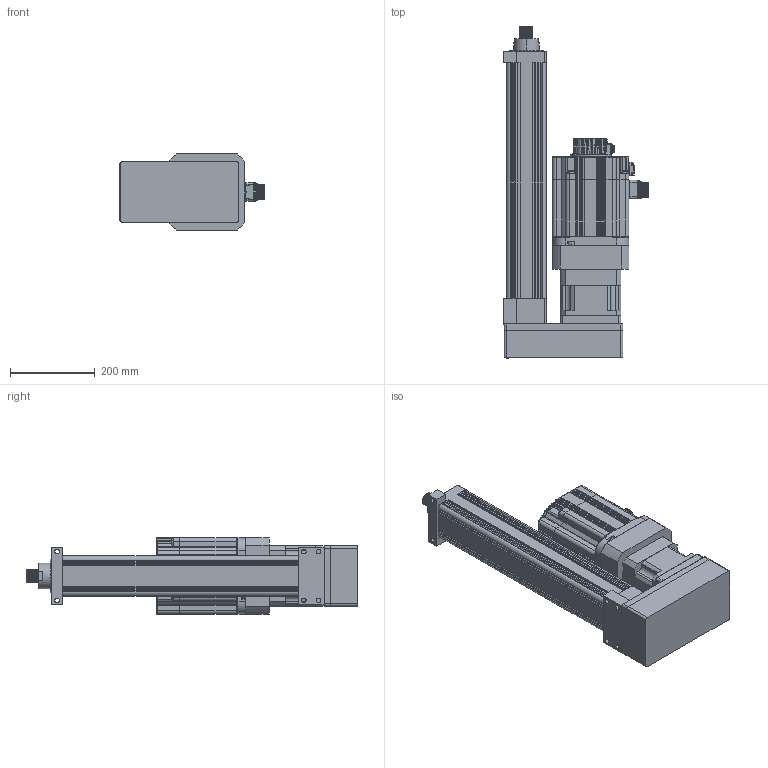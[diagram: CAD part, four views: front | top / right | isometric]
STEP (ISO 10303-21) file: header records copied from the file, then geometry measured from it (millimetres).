
FILE_DESCRIPTION (( 'STEP AP203' ), '1' );
FILE_NAME ('RLA95-10WS-30KN-R400-83mm-s.STEP', '2025-02-06T07:54:43', ( '微软用户' ), ( '微软中国' ), 'SwSTEP 2.0', 'SolidWorks 2022', '' );
FILE_SCHEMA (( 'CONFIG_CONTROL_DESIGN' ));
Length unit declared in the file: millimetre
Products named in the file (25): SC________200908_10__.STEP; SC180#______________-201020.STEP; SC____ D00B999YF8-TC 44-62-10.STEP; 零件112^RLA95-10WS-30KN-R400-83mm-s; ______-111.STEP; SC180______1015.STEP; __________ ISO 4762 M6 x 20 --- 20N.STEP; 180__-47____.STEP; SCSC________ 16M-9H.STEP; __________200912.STEP; __________ ISO 4762 M3 x 10 --- 10N.STEP; SC________ 24-11-9pin_1..STEP; __________ ISO 4762 M8 x 30 --- 30N.STEP; 180#______201019.STEP; SC180____1009.STEP; SC180______1009.STEP; ____________ M2X8-8  H type-N.STEP; PGH142(新款单级35-114.3-200-M12); __________ ISO 4762 M3 x 8 --- 8N.STEP; 95缸行程400折叠卧式安装; __________ ISO 4762 M3 x 30 --- 18N.STEP; V7E-M18D-4R415-□2H.STEP; ____^180#______-______ 201021.STEP; RLA95-10WS-30KN-R400-83mm-s; V7E-M18D-4R415-□2H
Assembly tree (45 placements, depth 5):
  RLA95-10WS-30KN-R400-83mm-s
    95缸行程400折叠卧式安装
    PGH142(新款单级35-114.3-200-M12)
    V7E-M18D-4R415-□2H
      V7E-M18D-4R415-□2H.STEP
        180#______201019.STEP
          SC180____1009.STEP
          SC180______1009.STEP
          SC180______1015.STEP
        ______-111.STEP
          SC180#______________-201020.STEP
        SC________200908_10__.STEP
        SCSC________ 16M-9H.STEP
        SC____ D00B999YF8-TC 44-62-10.STEP
        ____________ M2X8-8  H type-N.STEP  x4
        __________ ISO 4762 M3 x 10 --- 10N.STEP  x4
        __________ ISO 4762 M8 x 30 --- 30N.STEP  x8
        __________ ISO 4762 M3 x 30 --- 18N.STEP  x4
        180__-47____.STEP
        ____^180#______-______ 201021.STEP
        __________200912.STEP
        __________ ISO 4762 M3 x 8 --- 8N.STEP  x4
        __________ ISO 4762 M6 x 20 --- 20N.STEP  x3
        SC________ 24-11-9pin_1..STEP
    零件112^RLA95-10WS-30KN-R400-83mm-s
Bounding box: 342.3 x 783 x 180 mm (x, y, z)
Volume: 11878285 mm3; surface area: 1575747.8 mm2
Topology: 44 solids, 45 shells, 4115 faces, 10230 edges, 6078 vertices
Faces by surface type: cylinder 1486, plane 1214, bspline 1021, cone 302, torus 92
Entity records: 148077 total; most frequent: CARTESIAN_POINT 66597, ORIENTED_EDGE 17352, DIRECTION 15350, EDGE_CURVE 8676, AXIS2_PLACEMENT_3D 5959, VERTEX_POINT 5310, EDGE_LOOP 3842, ADVANCED_FACE 3557
